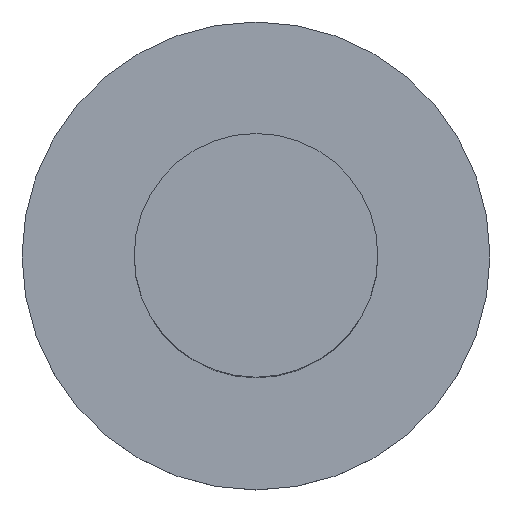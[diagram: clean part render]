
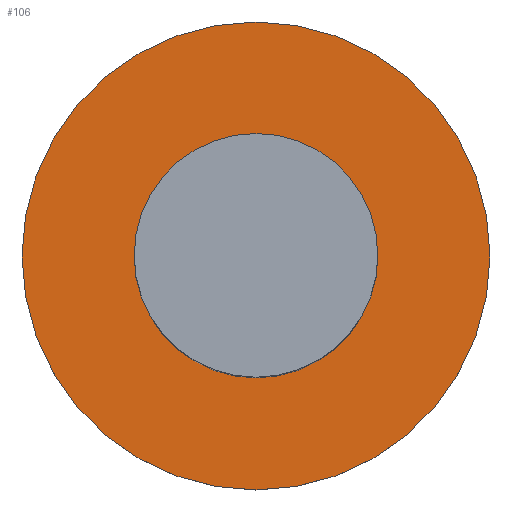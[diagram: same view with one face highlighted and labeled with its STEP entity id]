
A CAD part, top view. The second image highlights one B-rep face of the part: STEP entity #106.
In plain terms, the highlighted planar face has unit normal (0, 0, 1).
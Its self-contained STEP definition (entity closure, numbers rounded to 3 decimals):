
#22=PLANE('',#134);
#34=ORIENTED_EDGE('',*,*,#47,.T.);
#35=ORIENTED_EDGE('',*,*,#45,.T.);
#45=EDGE_CURVE('',#53,#53,#61,.T.);
#47=EDGE_CURVE('',#55,#55,#63,.F.);
#53=VERTEX_POINT('',#191);
#55=VERTEX_POINT('',#196);
#61=CIRCLE('',#132,12.);
#63=CIRCLE('',#135,6.25);
#74=EDGE_LOOP('',(#34));
#75=EDGE_LOOP('',(#35));
#90=FACE_BOUND('',#74,.T.);
#91=FACE_BOUND('',#75,.T.);
#106=ADVANCED_FACE('',(#90,#91),#22,.T.);
#132=AXIS2_PLACEMENT_3D('',#190,#160,#161);
#134=AXIS2_PLACEMENT_3D('',#194,#164,#165);
#135=AXIS2_PLACEMENT_3D('',#195,#166,#167);
#160=DIRECTION('',(0.,0.,1.));
#161=DIRECTION('',(1.,0.,0.));
#164=DIRECTION('',(0.,0.,1.));
#165=DIRECTION('',(1.,0.,0.));
#166=DIRECTION('',(0.,0.,1.));
#167=DIRECTION('',(1.,0.,0.));
#190=CARTESIAN_POINT('',(0.,0.,6.3));
#191=CARTESIAN_POINT('',(12.,0.,6.3));
#194=CARTESIAN_POINT('',(0.,0.,6.3));
#195=CARTESIAN_POINT('',(0.,0.,6.3));
#196=CARTESIAN_POINT('',(6.25,0.,6.3));
